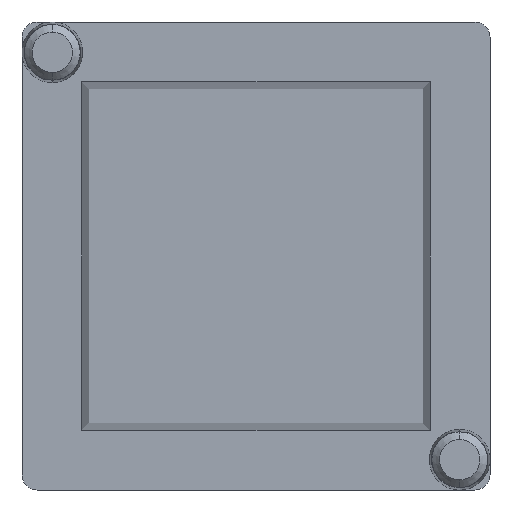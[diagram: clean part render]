
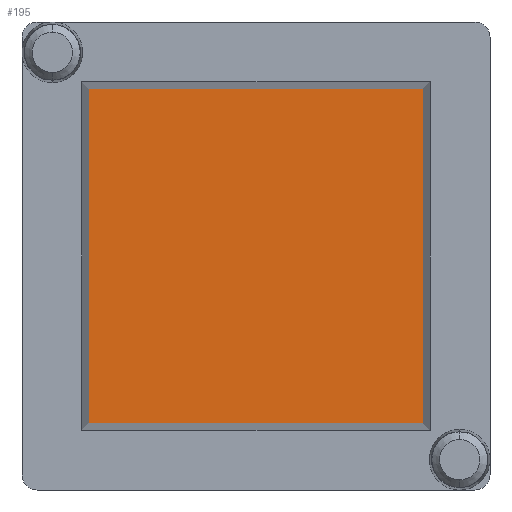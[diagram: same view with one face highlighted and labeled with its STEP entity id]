
A CAD part, front view. The second image highlights one B-rep face of the part: STEP entity #195.
In plain terms, the highlighted planar face has unit normal (0, -1, 0).
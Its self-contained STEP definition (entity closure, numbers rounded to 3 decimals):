
#65 = ORIENTED_EDGE ( 'NONE', *, *, #813, .T. ) ;
#94 = DIRECTION ( 'NONE',  ( 0., 0., -1. ) ) ;
#118 = CARTESIAN_POINT ( 'NONE',  ( -1.677, 2.067, -1.677 ) ) ;
#177 = VECTOR ( 'NONE', #94, 1000. ) ;
#182 = CARTESIAN_POINT ( 'NONE',  ( 1.677, 2.067, 1.677 ) ) ;
#190 = CARTESIAN_POINT ( 'NONE',  ( 0., 2.067, 0. ) ) ;
#195 = ADVANCED_FACE ( 'NONE', ( #312 ), #1001, .T. ) ;
#198 = VECTOR ( 'NONE', #1129, 1000. ) ;
#213 = EDGE_CURVE ( 'NONE', #894, #714, #427, .T. ) ;
#235 = LINE ( 'NONE', #236, #425 ) ;
#236 = CARTESIAN_POINT ( 'NONE',  ( 1.677, 2.067, 0. ) ) ;
#253 = DIRECTION ( 'NONE',  ( 1., 0., 0. ) ) ;
#269 = DIRECTION ( 'NONE',  ( 0., 0., -1. ) ) ;
#312 = FACE_OUTER_BOUND ( 'NONE', #527, .T. ) ;
#406 = EDGE_CURVE ( 'NONE', #803, #568, #884, .T. ) ;
#418 = LINE ( 'NONE', #805, #177 ) ;
#425 = VECTOR ( 'NONE', #508, 1000. ) ;
#427 = LINE ( 'NONE', #877, #519 ) ;
#508 = DIRECTION ( 'NONE',  ( 0., 0., 1. ) ) ;
#519 = VECTOR ( 'NONE', #253, 1000. ) ;
#527 = EDGE_LOOP ( 'NONE', ( #65, #1143, #804, #698 ) ) ;
#568 = VERTEX_POINT ( 'NONE', #765 ) ;
#698 = ORIENTED_EDGE ( 'NONE', *, *, #406, .T. ) ;
#714 = VERTEX_POINT ( 'NONE', #779 ) ;
#719 = EDGE_CURVE ( 'NONE', #714, #803, #235, .T. ) ;
#722 = CARTESIAN_POINT ( 'NONE',  ( 0., 2.067, 1.677 ) ) ;
#765 = CARTESIAN_POINT ( 'NONE',  ( -1.677, 2.067, 1.677 ) ) ;
#779 = CARTESIAN_POINT ( 'NONE',  ( 1.677, 2.067, -1.677 ) ) ;
#803 = VERTEX_POINT ( 'NONE', #182 ) ;
#804 = ORIENTED_EDGE ( 'NONE', *, *, #719, .T. ) ;
#805 = CARTESIAN_POINT ( 'NONE',  ( -1.677, 2.067, 0. ) ) ;
#813 = EDGE_CURVE ( 'NONE', #568, #894, #418, .T. ) ;
#821 = DIRECTION ( 'NONE',  ( 0., -1., 0. ) ) ;
#877 = CARTESIAN_POINT ( 'NONE',  ( 0., 2.067, -1.677 ) ) ;
#884 = LINE ( 'NONE', #722, #198 ) ;
#894 = VERTEX_POINT ( 'NONE', #118 ) ;
#1001 = PLANE ( 'NONE',  #1144 ) ;
#1129 = DIRECTION ( 'NONE',  ( -1., 0., 0. ) ) ;
#1143 = ORIENTED_EDGE ( 'NONE', *, *, #213, .T. ) ;
#1144 = AXIS2_PLACEMENT_3D ( 'NONE', #190, #821, #269 ) ;
